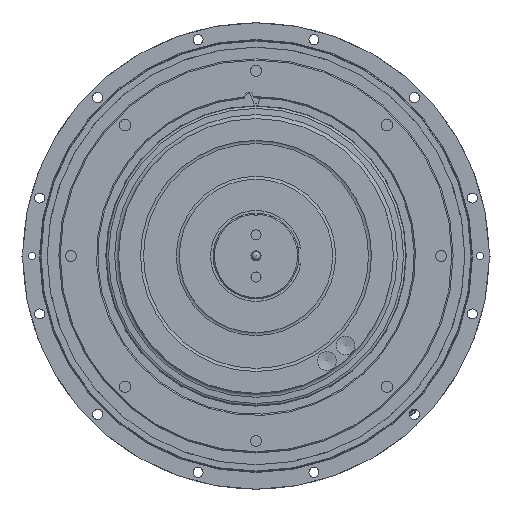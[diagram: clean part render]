
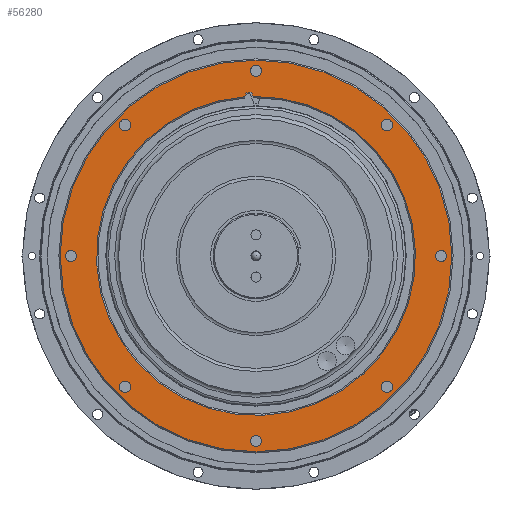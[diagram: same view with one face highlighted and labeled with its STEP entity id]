
A CAD part, top view. The second image highlights one B-rep face of the part: STEP entity #56280.
In plain terms, the highlighted planar face has unit normal (0, 0, 1).
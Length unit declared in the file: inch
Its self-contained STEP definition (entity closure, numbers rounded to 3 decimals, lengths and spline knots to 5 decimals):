
#1726 = DIRECTION ( 'NONE',  ( -1., 0., 0. ) ) ;
#5592 = CARTESIAN_POINT ( 'NONE',  ( 9.12625, 0., 1. ) ) ;
#7446 = FACE_BOUND ( 'NONE', #94156, .T. ) ;
#7787 = CARTESIAN_POINT ( 'NONE',  ( 6.0988, 6.0988, 1. ) ) ;
#8322 = CARTESIAN_POINT ( 'NONE',  ( -8.625, 0., 1. ) ) ;
#8665 = VERTEX_POINT ( 'NONE', #96672 ) ;
#9428 = CARTESIAN_POINT ( 'NONE',  ( -8.625, -0.26563, 1. ) ) ;
#10421 = CIRCLE ( 'NONE', #80663, 7.435 ) ;
#10592 = CARTESIAN_POINT ( 'NONE',  ( -0.5152, 7.41713, 1. ) ) ;
#11033 = ORIENTED_EDGE ( 'NONE', *, *, #12851, .T. ) ;
#11581 = VERTEX_POINT ( 'NONE', #108463 ) ;
#12260 = CIRCLE ( 'NONE', #68367, 0.26563 ) ;
#12356 = CIRCLE ( 'NONE', #88624, 0.26563 ) ;
#12788 = CARTESIAN_POINT ( 'NONE',  ( -0.2161, 7.62471, 1. ) ) ;
#12851 = EDGE_CURVE ( 'NONE', #33793, #90876, #92852, .T. ) ;
#13498 = CARTESIAN_POINT ( 'NONE',  ( -2.05457, 6.71301, 1. ) ) ;
#15039 = ORIENTED_EDGE ( 'NONE', *, *, #96041, .T. ) ;
#15049 = CARTESIAN_POINT ( 'NONE',  ( 0., 8.625, 1. ) ) ;
#15306 = CARTESIAN_POINT ( 'NONE',  ( 8.625, 0.26563, 1. ) ) ;
#15750 = ORIENTED_EDGE ( 'NONE', *, *, #31570, .T. ) ;
#16917 = CIRCLE ( 'NONE', #61108, 9.12625 ) ;
#17759 = DIRECTION ( 'NONE',  ( 0., -1., 0. ) ) ;
#17995 = ORIENTED_EDGE ( 'NONE', *, *, #91920, .T. ) ;
#18086 = FACE_BOUND ( 'NONE', #49489, .T. ) ;
#18319 = AXIS2_PLACEMENT_3D ( 'NONE', #15049, #81655, #111907 ) ;
#19572 = ORIENTED_EDGE ( 'NONE', *, *, #21694, .T. ) ;
#19752 = AXIS2_PLACEMENT_3D ( 'NONE', #96921, #57848, #96294 ) ;
#20064 = CARTESIAN_POINT ( 'NONE',  ( 0.26563, -8.625, 1. ) ) ;
#21601 = DIRECTION ( 'NONE',  ( 0., 0., -1. ) ) ;
#21694 = EDGE_CURVE ( 'NONE', #11581, #11581, #12356, .T. ) ;
#25198 = CIRCLE ( 'NONE', #95550, 0.26563 ) ;
#26237 = FACE_BOUND ( 'NONE', #95921, .T. ) ;
#26585 = DIRECTION ( 'NONE',  ( -0.707, 0.707, 0. ) ) ;
#29817 = ORIENTED_EDGE ( 'NONE', *, *, #89835, .T. ) ;
#29953 = DIRECTION ( 'NONE',  ( 0., 0., -1. ) ) ;
#30093 = VERTEX_POINT ( 'NONE', #9428 ) ;
#30608 = CARTESIAN_POINT ( 'NONE',  ( 0., 7.435, 1. ) ) ;
#31570 = EDGE_CURVE ( 'NONE', #120934, #120934, #25198, .T. ) ;
#33194 = DIRECTION ( 'NONE',  ( 0.707, 0.707, 0. ) ) ;
#33793 = VERTEX_POINT ( 'NONE', #10592 ) ;
#34953 = CARTESIAN_POINT ( 'NONE',  ( 8.625, 0., 1. ) ) ;
#35950 = DIRECTION ( 'NONE',  ( 0., 0., -1. ) ) ;
#36286 = CARTESIAN_POINT ( 'NONE',  ( -0.26562, 8.625, 1. ) ) ;
#37561 = FACE_BOUND ( 'NONE', #69342, .T. ) ;
#37861 = CIRCLE ( 'NONE', #120229, 2.05212 ) ;
#42661 = AXIS2_PLACEMENT_3D ( 'NONE', #123757, #106762, #97271 ) ;
#43620 = DIRECTION ( 'NONE',  ( 0., 0., 1. ) ) ;
#44241 = DIRECTION ( 'NONE',  ( -1., 0., 0. ) ) ;
#46901 = EDGE_CURVE ( 'NONE', #30093, #30093, #94315, .T. ) ;
#47631 = FACE_BOUND ( 'NONE', #48162, .T. ) ;
#48162 = EDGE_LOOP ( 'NONE', ( #15039 ) ) ;
#49489 = EDGE_LOOP ( 'NONE', ( #15750 ) ) ;
#49868 = CARTESIAN_POINT ( 'NONE',  ( -0.44926, 7.61453, 1. ) ) ;
#49955 = CIRCLE ( 'NONE', #108292, 0.26563 ) ;
#50235 = EDGE_LOOP ( 'NONE', ( #96824 ) ) ;
#50561 = DIRECTION ( 'NONE',  ( -1., 0., 0. ) ) ;
#51171 = CIRCLE ( 'NONE', #67162, 7.62777 ) ;
#52116 = EDGE_CURVE ( 'NONE', #90876, #63518, #51171, .T. ) ;
#55266 = CARTESIAN_POINT ( 'NONE',  ( -0.13321, 7.43381, 1. ) ) ;
#55759 = VERTEX_POINT ( 'NONE', #36286 ) ;
#56280 = ADVANCED_FACE ( 'NONE', ( #47631, #18086, #85971, #121883, #26237, #7446, #75263, #64575, #103033, #37561 ), #122513, .F. ) ;
#57848 = DIRECTION ( 'NONE',  ( 0., 0., -1. ) ) ;
#59568 = EDGE_CURVE ( 'NONE', #77280, #77280, #49955, .T. ) ;
#59867 = ORIENTED_EDGE ( 'NONE', *, *, #100436, .T. ) ;
#60894 = ORIENTED_EDGE ( 'NONE', *, *, #52116, .T. ) ;
#61108 = AXIS2_PLACEMENT_3D ( 'NONE', #81087, #117059, #88671 ) ;
#61344 = ORIENTED_EDGE ( 'NONE', *, *, #61782, .T. ) ;
#61782 = EDGE_CURVE ( 'NONE', #67792, #67792, #12260, .T. ) ;
#63518 = VERTEX_POINT ( 'NONE', #12788 ) ;
#64575 = FACE_OUTER_BOUND ( 'NONE', #91477, .T. ) ;
#67162 = AXIS2_PLACEMENT_3D ( 'NONE', #78816, #107856, #50561 ) ;
#67792 = VERTEX_POINT ( 'NONE', #20064 ) ;
#67914 = VERTEX_POINT ( 'NONE', #55266 ) ;
#68367 = AXIS2_PLACEMENT_3D ( 'NONE', #122454, #105501, #86522 ) ;
#69342 = EDGE_LOOP ( 'NONE', ( #29817, #118899, #11033, #60894 ) ) ;
#69453 = ORIENTED_EDGE ( 'NONE', *, *, #115695, .T. ) ;
#69861 = CIRCLE ( 'NONE', #19752, 0.26563 ) ;
#70458 = DIRECTION ( 'NONE',  ( 0., 0., -1. ) ) ;
#72455 = CIRCLE ( 'NONE', #18319, 0.26563 ) ;
#75263 = FACE_BOUND ( 'NONE', #123779, .T. ) ;
#76368 = EDGE_LOOP ( 'NONE', ( #17995 ) ) ;
#77280 = VERTEX_POINT ( 'NONE', #87352 ) ;
#78056 = AXIS2_PLACEMENT_3D ( 'NONE', #7787, #112848, #26585 ) ;
#78816 = CARTESIAN_POINT ( 'NONE',  ( 0., 0., 1. ) ) ;
#80663 = AXIS2_PLACEMENT_3D ( 'NONE', #120363, #43620, #83791 ) ;
#81087 = CARTESIAN_POINT ( 'NONE',  ( 0., 0., 1. ) ) ;
#81655 = DIRECTION ( 'NONE',  ( 0., 0., -1. ) ) ;
#82250 = AXIS2_PLACEMENT_3D ( 'NONE', #8322, #35950, #17759 ) ;
#83791 = DIRECTION ( 'NONE',  ( 1., 0., 0. ) ) ;
#85971 = FACE_BOUND ( 'NONE', #50235, .T. ) ;
#86522 = DIRECTION ( 'NONE',  ( 1., 0., 0. ) ) ;
#87352 = CARTESIAN_POINT ( 'NONE',  ( 6.28662, -5.91097, 1. ) ) ;
#88624 = AXIS2_PLACEMENT_3D ( 'NONE', #110796, #70458, #91869 ) ;
#88671 = DIRECTION ( 'NONE',  ( 1., 0., 0. ) ) ;
#89835 = EDGE_CURVE ( 'NONE', #63518, #67914, #37861, .T. ) ;
#90876 = VERTEX_POINT ( 'NONE', #49868 ) ;
#91477 = EDGE_LOOP ( 'NONE', ( #59867 ) ) ;
#91869 = DIRECTION ( 'NONE',  ( -0.707, -0.707, 0. ) ) ;
#91920 = EDGE_CURVE ( 'NONE', #55759, #55759, #72455, .T. ) ;
#92852 = CIRCLE ( 'NONE', #42661, 2.05212 ) ;
#93538 = CARTESIAN_POINT ( 'NONE',  ( 5.91097, 6.28662, 1. ) ) ;
#94025 = EDGE_CURVE ( 'NONE', #33793, #67914, #10421, .T. ) ;
#94156 = EDGE_LOOP ( 'NONE', ( #118213 ) ) ;
#94315 = CIRCLE ( 'NONE', #82250, 0.26563 ) ;
#94943 = EDGE_LOOP ( 'NONE', ( #61344 ) ) ;
#95550 = AXIS2_PLACEMENT_3D ( 'NONE', #34953, #21601, #116648 ) ;
#95921 = EDGE_LOOP ( 'NONE', ( #69453 ) ) ;
#96041 = EDGE_CURVE ( 'NONE', #121267, #121267, #108144, .T. ) ;
#96294 = DIRECTION ( 'NONE',  ( 0.707, -0.707, 0. ) ) ;
#96672 = CARTESIAN_POINT ( 'NONE',  ( -5.91097, -6.28662, 1. ) ) ;
#96824 = ORIENTED_EDGE ( 'NONE', *, *, #59568, .T. ) ;
#96921 = CARTESIAN_POINT ( 'NONE',  ( -6.0988, -6.0988, 1. ) ) ;
#97271 = DIRECTION ( 'NONE',  ( -1., 0., 0. ) ) ;
#100436 = EDGE_CURVE ( 'NONE', #110623, #110623, #16917, .T. ) ;
#103033 = FACE_BOUND ( 'NONE', #76368, .T. ) ;
#104146 = AXIS2_PLACEMENT_3D ( 'NONE', #30608, #29953, #1726 ) ;
#105501 = DIRECTION ( 'NONE',  ( 0., 0., -1. ) ) ;
#106762 = DIRECTION ( 'NONE',  ( 0., 0., -1. ) ) ;
#107856 = DIRECTION ( 'NONE',  ( 0., 0., -1. ) ) ;
#108144 = CIRCLE ( 'NONE', #78056, 0.26562 ) ;
#108292 = AXIS2_PLACEMENT_3D ( 'NONE', #120008, #110600, #33194 ) ;
#108463 = CARTESIAN_POINT ( 'NONE',  ( -6.28662, 5.91097, 1. ) ) ;
#110600 = DIRECTION ( 'NONE',  ( 0., 0., -1. ) ) ;
#110623 = VERTEX_POINT ( 'NONE', #5592 ) ;
#110796 = CARTESIAN_POINT ( 'NONE',  ( -6.0988, 6.0988, 1. ) ) ;
#111907 = DIRECTION ( 'NONE',  ( -1., 0., 0. ) ) ;
#112848 = DIRECTION ( 'NONE',  ( 0., 0., -1. ) ) ;
#115695 = EDGE_CURVE ( 'NONE', #8665, #8665, #69861, .T. ) ;
#116648 = DIRECTION ( 'NONE',  ( 0., 1., 0. ) ) ;
#117059 = DIRECTION ( 'NONE',  ( 0., 0., 1. ) ) ;
#118213 = ORIENTED_EDGE ( 'NONE', *, *, #46901, .T. ) ;
#118899 = ORIENTED_EDGE ( 'NONE', *, *, #94025, .F. ) ;
#120008 = CARTESIAN_POINT ( 'NONE',  ( 6.0988, -6.0988, 1. ) ) ;
#120229 = AXIS2_PLACEMENT_3D ( 'NONE', #13498, #120996, #44241 ) ;
#120363 = CARTESIAN_POINT ( 'NONE',  ( 0., 0., 1. ) ) ;
#120934 = VERTEX_POINT ( 'NONE', #15306 ) ;
#120996 = DIRECTION ( 'NONE',  ( 0., 0., -1. ) ) ;
#121267 = VERTEX_POINT ( 'NONE', #93538 ) ;
#121883 = FACE_BOUND ( 'NONE', #94943, .T. ) ;
#122454 = CARTESIAN_POINT ( 'NONE',  ( 0., -8.625, 1. ) ) ;
#122513 = PLANE ( 'NONE',  #104146 ) ;
#123757 = CARTESIAN_POINT ( 'NONE',  ( 1.46168, 6.86653, 1. ) ) ;
#123779 = EDGE_LOOP ( 'NONE', ( #19572 ) ) ;
